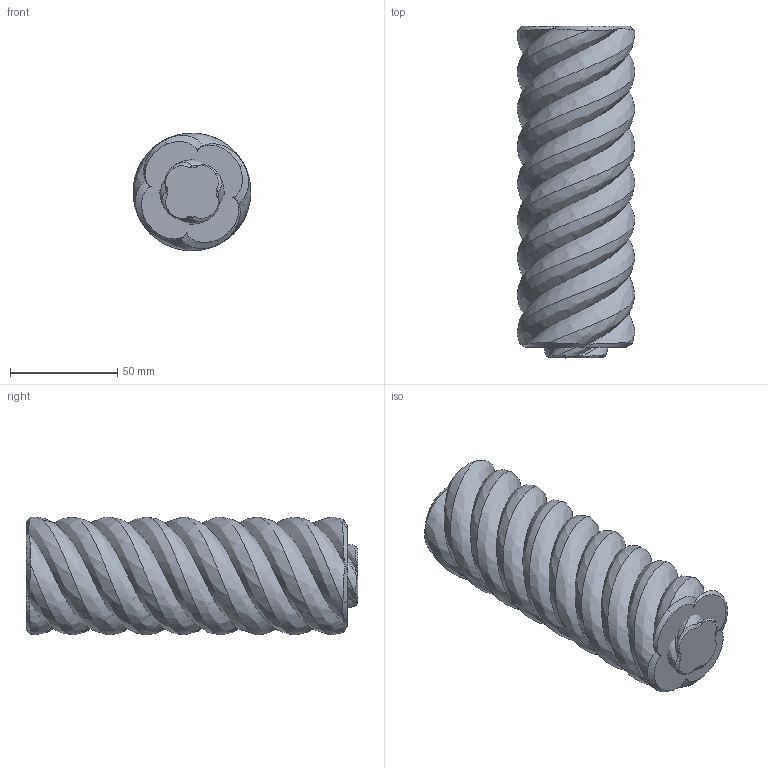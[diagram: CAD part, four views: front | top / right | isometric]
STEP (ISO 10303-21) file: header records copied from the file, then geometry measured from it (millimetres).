
FILE_DESCRIPTION(/* description */ ('','CAx-IF Rec.Pracs.---Representation and Presentation of Product Manufacturing Information (PMI)---4.0---2014-10-13'),/* implementation_level */ '2;1');
FILE_NAME(/* name */ 'MassageRoller v6.step',/* time_stamp */ '2025-03-13T22:06:50Z',/* author */ (''),/* organization */ (''),/* preprocessor_version */ 'ST-DEVELOPER v20',/* originating_system */ 'Autodesk Translation Framework v13.20.0.188',/* authorisation */ '');
FILE_SCHEMA (('AP242_MANAGED_MODEL_BASED_3D_ENGINEERING_MIM_LF { 1 0 10303 442 1 1 4 }'));
Length unit declared in the file: millimetre
Products named in the file (3): MassageRoller; SmallRoller; BigRoller
Assembly tree (2 placements, depth 2):
  MassageRoller
    SmallRoller
    BigRoller
Bounding box: 55 x 155 x 55 mm (x, y, z)
Volume: 413169.1 mm3; surface area: 51054.4 mm2
Topology: 2 solids, 2 shells, 78 faces, 230 edges, 156 vertices
Faces by surface type: bspline 48, cylinder 18, cone 8, plane 4
Full cylindrical faces by diameter (mm): 25 x10
Entity records: 9285 total; most frequent: CARTESIAN_POINT 7607, ORIENTED_EDGE 460, EDGE_CURVE 230, B_SPLINE_CURVE_WITH_KNOTS 184, VERTEX_POINT 156, DIRECTION 132, FACE_OUTER_BOUND 78, EDGE_LOOP 78
